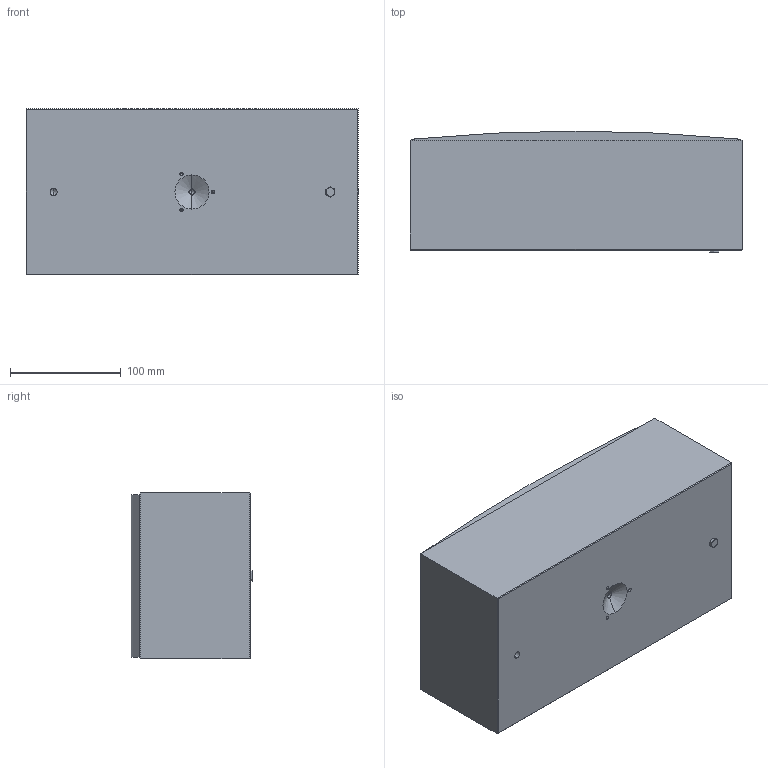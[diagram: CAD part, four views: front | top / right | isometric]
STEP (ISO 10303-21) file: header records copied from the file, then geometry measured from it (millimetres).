
FILE_DESCRIPTION (( 'STEP AP214' ), '1' );
FILE_NAME ('S33150LXXX.STEP', '2023-01-06T18:29:49', ( '' ), ( '' ), 'SwSTEP 2.0', 'SolidWorks 2020', '' );
FILE_SCHEMA (( 'AUTOMOTIVE_DESIGN' ));
Length unit declared in the file: millimetre
Products named in the file (5): S33150LXXX; 62S147S12_62S147S12; S90A001; 12S15001_12S15001; S90F028_S90F028
Assembly tree (3 placements, depth 2):
  S33150LXXX
    12S15001_12S15001
    62S147S12_62S147S12
    S90F028_S90F028
  S90A001
Bounding box: 300 x 109.86 x 150 mm (x, y, z)
Volume: 4660686.7 mm3; surface area: 298202.3 mm2
Topology: 3 solids, 3 shells, 167 faces, 401 edges, 251 vertices
Faces by surface type: plane 93, cylinder 52, cone 20, torus 2
Entity records: 5099 total; most frequent: CARTESIAN_POINT 1070, DIRECTION 801, ORIENTED_EDGE 778, EDGE_CURVE 389, AXIS2_PLACEMENT_3D 274, VECTOR 253, LINE 253, VERTEX_POINT 251
